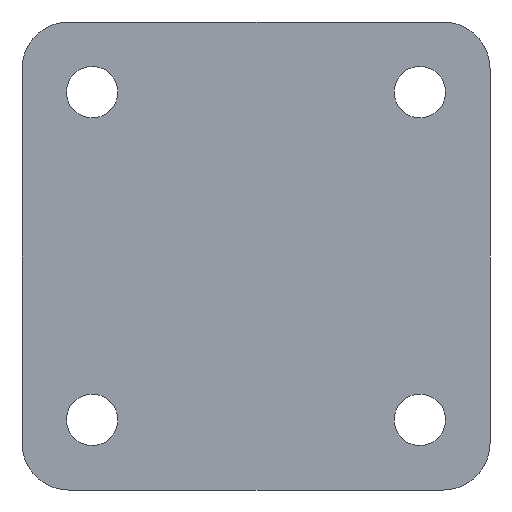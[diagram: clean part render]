
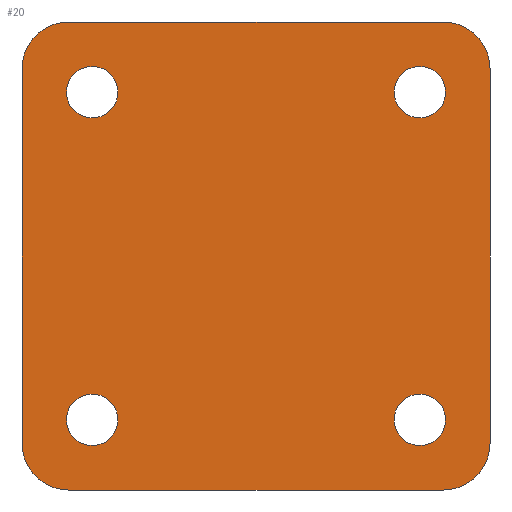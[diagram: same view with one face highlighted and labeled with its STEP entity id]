
A CAD part, front view. The second image highlights one B-rep face of the part: STEP entity #20.
In plain terms, the highlighted planar face has unit normal (0, -1, 0).
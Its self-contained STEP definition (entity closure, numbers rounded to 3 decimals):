
#20 = ADVANCED_FACE ( 'NONE', ( #1478, #1632, #702, #1235, #30 ), #278, .T. ) ;
#23 = CIRCLE ( 'NONE', #164, 5.5 ) ;
#30 = FACE_OUTER_BOUND ( 'NONE', #67, .T. ) ;
#45 = ORIENTED_EDGE ( 'NONE', *, *, #1473, .T. ) ;
#51 = AXIS2_PLACEMENT_3D ( 'NONE', #369, #768, #1302 ) ;
#67 = EDGE_LOOP ( 'NONE', ( #1217, #1621, #72, #1317, #1042, #141, #1005, #1032 ) ) ;
#68 = DIRECTION ( 'NONE',  ( 0., 0., 1. ) ) ;
#72 = ORIENTED_EDGE ( 'NONE', *, *, #828, .F. ) ;
#79 = AXIS2_PLACEMENT_3D ( 'NONE', #803, #896, #797 ) ;
#84 = DIRECTION ( 'NONE',  ( 0., 1., 0. ) ) ;
#87 = AXIS2_PLACEMENT_3D ( 'NONE', #1453, #255, #246 ) ;
#91 = DIRECTION ( 'NONE',  ( 0., 0., 1. ) ) ;
#141 = ORIENTED_EDGE ( 'NONE', *, *, #315, .T. ) ;
#148 = DIRECTION ( 'NONE',  ( 0., 0., -1. ) ) ;
#164 = AXIS2_PLACEMENT_3D ( 'NONE', #1291, #84, #1024 ) ;
#175 = VECTOR ( 'NONE', #596, 1000. ) ;
#194 = DIRECTION ( 'NONE',  ( 0., 1., 0. ) ) ;
#213 = ORIENTED_EDGE ( 'NONE', *, *, #1625, .T. ) ;
#217 = AXIS2_PLACEMENT_3D ( 'NONE', #501, #194, #68 ) ;
#218 = EDGE_CURVE ( 'NONE', #599, #996, #1123, .T. ) ;
#237 = VECTOR ( 'NONE', #495, 1000. ) ;
#241 = CARTESIAN_POINT ( 'NONE',  ( -35., 0., -29.5 ) ) ;
#246 = DIRECTION ( 'NONE',  ( 0., 0., 1. ) ) ;
#247 = DIRECTION ( 'NONE',  ( 0., 0., 1. ) ) ;
#255 = DIRECTION ( 'NONE',  ( 0., 1., 0. ) ) ;
#261 = VERTEX_POINT ( 'NONE', #824 ) ;
#263 = CARTESIAN_POINT ( 'NONE',  ( -40., 0., -50. ) ) ;
#278 = PLANE ( 'NONE',  #482 ) ;
#290 = CIRCLE ( 'NONE', #1102, 10. ) ;
#296 = AXIS2_PLACEMENT_3D ( 'NONE', #866, #1392, #1418 ) ;
#314 = EDGE_LOOP ( 'NONE', ( #619, #213 ) ) ;
#315 = EDGE_CURVE ( 'NONE', #595, #1192, #576, .T. ) ;
#324 = CARTESIAN_POINT ( 'NONE',  ( -40., 0., -40. ) ) ;
#345 = AXIS2_PLACEMENT_3D ( 'NONE', #324, #986, #1105 ) ;
#347 = EDGE_CURVE ( 'NONE', #558, #608, #290, .T. ) ;
#350 = DIRECTION ( 'NONE',  ( 0., 1., 0. ) ) ;
#355 = LINE ( 'NONE', #1699, #722 ) ;
#360 = VERTEX_POINT ( 'NONE', #444 ) ;
#369 = CARTESIAN_POINT ( 'NONE',  ( -35., 0., 35. ) ) ;
#400 = DIRECTION ( 'NONE',  ( 0., 1., 0. ) ) ;
#434 = VERTEX_POINT ( 'NONE', #732 ) ;
#439 = VERTEX_POINT ( 'NONE', #1287 ) ;
#444 = CARTESIAN_POINT ( 'NONE',  ( 35., 0., 29.5 ) ) ;
#477 = EDGE_CURVE ( 'NONE', #558, #996, #932, .T. ) ;
#480 = CARTESIAN_POINT ( 'NONE',  ( -50., 0., -50. ) ) ;
#482 = AXIS2_PLACEMENT_3D ( 'NONE', #810, #1617, #1344 ) ;
#492 = AXIS2_PLACEMENT_3D ( 'NONE', #1070, #350, #91 ) ;
#493 = ORIENTED_EDGE ( 'NONE', *, *, #933, .T. ) ;
#495 = DIRECTION ( 'NONE',  ( 0., 0., -1. ) ) ;
#501 = CARTESIAN_POINT ( 'NONE',  ( 35., 0., 35. ) ) ;
#526 = VERTEX_POINT ( 'NONE', #1158 ) ;
#545 = VERTEX_POINT ( 'NONE', #1552 ) ;
#548 = EDGE_CURVE ( 'NONE', #439, #261, #630, .T. ) ;
#558 = VERTEX_POINT ( 'NONE', #1438 ) ;
#572 = CARTESIAN_POINT ( 'NONE',  ( -50., 0., -40. ) ) ;
#576 = CIRCLE ( 'NONE', #345, 10. ) ;
#595 = VERTEX_POINT ( 'NONE', #572 ) ;
#596 = DIRECTION ( 'NONE',  ( -1., 0., 0. ) ) ;
#599 = VERTEX_POINT ( 'NONE', #1346 ) ;
#608 = VERTEX_POINT ( 'NONE', #982 ) ;
#619 = ORIENTED_EDGE ( 'NONE', *, *, #1405, .T. ) ;
#623 = CARTESIAN_POINT ( 'NONE',  ( 50., 0., 50. ) ) ;
#625 = CIRCLE ( 'NONE', #87, 5.5 ) ;
#630 = CIRCLE ( 'NONE', #492, 5.5 ) ;
#636 = CARTESIAN_POINT ( 'NONE',  ( -35., 0., -40.5 ) ) ;
#662 = ORIENTED_EDGE ( 'NONE', *, *, #1335, .T. ) ;
#668 = CARTESIAN_POINT ( 'NONE',  ( -50., 0., 40. ) ) ;
#680 = DIRECTION ( 'NONE',  ( 0., -1., 0. ) ) ;
#702 = FACE_BOUND ( 'NONE', #1262, .T. ) ;
#722 = VECTOR ( 'NONE', #1057, 1000. ) ;
#732 = CARTESIAN_POINT ( 'NONE',  ( 35., 0., 40.5 ) ) ;
#741 = CIRCLE ( 'NONE', #296, 10. ) ;
#743 = EDGE_CURVE ( 'NONE', #434, #360, #1419, .T. ) ;
#765 = CARTESIAN_POINT ( 'NONE',  ( 50., 0., -40. ) ) ;
#768 = DIRECTION ( 'NONE',  ( 0., 1., 0. ) ) ;
#797 = DIRECTION ( 'NONE',  ( 0., 0., 1. ) ) ;
#803 = CARTESIAN_POINT ( 'NONE',  ( -35., 0., -35. ) ) ;
#810 = CARTESIAN_POINT ( 'NONE',  ( 0., 0., 0. ) ) ;
#816 = EDGE_CURVE ( 'NONE', #599, #1192, #854, .T. ) ;
#824 = CARTESIAN_POINT ( 'NONE',  ( 35., 0., -29.5 ) ) ;
#828 = EDGE_CURVE ( 'NONE', #545, #608, #1394, .T. ) ;
#854 = LINE ( 'NONE', #480, #175 ) ;
#866 = CARTESIAN_POINT ( 'NONE',  ( -40., 0., 40. ) ) ;
#896 = DIRECTION ( 'NONE',  ( 0., 1., 0. ) ) ;
#932 = LINE ( 'NONE', #623, #237 ) ;
#933 = EDGE_CURVE ( 'NONE', #526, #1525, #625, .T. ) ;
#946 = CIRCLE ( 'NONE', #1680, 5.5 ) ;
#982 = CARTESIAN_POINT ( 'NONE',  ( 40., 0., 50. ) ) ;
#986 = DIRECTION ( 'NONE',  ( 0., -1., 0. ) ) ;
#989 = CARTESIAN_POINT ( 'NONE',  ( 35., 0., -35. ) ) ;
#996 = VERTEX_POINT ( 'NONE', #765 ) ;
#1001 = DIRECTION ( 'NONE',  ( 0., 0., -1. ) ) ;
#1002 = VERTEX_POINT ( 'NONE', #668 ) ;
#1005 = ORIENTED_EDGE ( 'NONE', *, *, #816, .F. ) ;
#1024 = DIRECTION ( 'NONE',  ( 0., 0., 1. ) ) ;
#1032 = ORIENTED_EDGE ( 'NONE', *, *, #218, .T. ) ;
#1042 = ORIENTED_EDGE ( 'NONE', *, *, #1565, .F. ) ;
#1057 = DIRECTION ( 'NONE',  ( 0., 0., 1. ) ) ;
#1070 = CARTESIAN_POINT ( 'NONE',  ( 35., 0., -35. ) ) ;
#1102 = AXIS2_PLACEMENT_3D ( 'NONE', #1112, #1672, #1001 ) ;
#1105 = DIRECTION ( 'NONE',  ( 0., 0., -1. ) ) ;
#1112 = CARTESIAN_POINT ( 'NONE',  ( 40., 0., 40. ) ) ;
#1116 = AXIS2_PLACEMENT_3D ( 'NONE', #989, #1270, #1675 ) ;
#1123 = CIRCLE ( 'NONE', #1718, 10. ) ;
#1141 = EDGE_CURVE ( 'NONE', #545, #1002, #741, .T. ) ;
#1158 = CARTESIAN_POINT ( 'NONE',  ( -35., 0., 29.5 ) ) ;
#1162 = CARTESIAN_POINT ( 'NONE',  ( -35., 0., 40.5 ) ) ;
#1164 = ORIENTED_EDGE ( 'NONE', *, *, #1172, .T. ) ;
#1172 = EDGE_CURVE ( 'NONE', #261, #439, #1342, .T. ) ;
#1192 = VERTEX_POINT ( 'NONE', #263 ) ;
#1193 = VERTEX_POINT ( 'NONE', #241 ) ;
#1197 = CARTESIAN_POINT ( 'NONE',  ( 35., 0., 35. ) ) ;
#1213 = VECTOR ( 'NONE', #1422, 1000. ) ;
#1217 = ORIENTED_EDGE ( 'NONE', *, *, #477, .F. ) ;
#1235 = FACE_BOUND ( 'NONE', #314, .T. ) ;
#1262 = EDGE_LOOP ( 'NONE', ( #1449, #662 ) ) ;
#1270 = DIRECTION ( 'NONE',  ( 0., 1., 0. ) ) ;
#1274 = ORIENTED_EDGE ( 'NONE', *, *, #548, .T. ) ;
#1287 = CARTESIAN_POINT ( 'NONE',  ( 35., 0., -40.5 ) ) ;
#1291 = CARTESIAN_POINT ( 'NONE',  ( -35., 0., -35. ) ) ;
#1302 = DIRECTION ( 'NONE',  ( 0., 0., 1. ) ) ;
#1317 = ORIENTED_EDGE ( 'NONE', *, *, #1141, .T. ) ;
#1335 = EDGE_CURVE ( 'NONE', #360, #434, #946, .T. ) ;
#1342 = CIRCLE ( 'NONE', #1116, 5.5 ) ;
#1344 = DIRECTION ( 'NONE',  ( 0., 0., -1. ) ) ;
#1345 = CIRCLE ( 'NONE', #79, 5.5 ) ;
#1346 = CARTESIAN_POINT ( 'NONE',  ( 40., 0., -50. ) ) ;
#1388 = CARTESIAN_POINT ( 'NONE',  ( -50., 0., 50. ) ) ;
#1392 = DIRECTION ( 'NONE',  ( 0., -1., 0. ) ) ;
#1394 = LINE ( 'NONE', #1388, #1213 ) ;
#1405 = EDGE_CURVE ( 'NONE', #1193, #1502, #1345, .T. ) ;
#1418 = DIRECTION ( 'NONE',  ( 0., 0., -1. ) ) ;
#1419 = CIRCLE ( 'NONE', #217, 5.5 ) ;
#1422 = DIRECTION ( 'NONE',  ( 1., 0., 0. ) ) ;
#1438 = CARTESIAN_POINT ( 'NONE',  ( 50., 0., 40. ) ) ;
#1449 = ORIENTED_EDGE ( 'NONE', *, *, #743, .T. ) ;
#1453 = CARTESIAN_POINT ( 'NONE',  ( -35., 0., 35. ) ) ;
#1473 = EDGE_CURVE ( 'NONE', #1525, #526, #1485, .T. ) ;
#1477 = CARTESIAN_POINT ( 'NONE',  ( 40., 0., -40. ) ) ;
#1478 = FACE_BOUND ( 'NONE', #1560, .T. ) ;
#1485 = CIRCLE ( 'NONE', #51, 5.5 ) ;
#1502 = VERTEX_POINT ( 'NONE', #636 ) ;
#1525 = VERTEX_POINT ( 'NONE', #1162 ) ;
#1552 = CARTESIAN_POINT ( 'NONE',  ( -40., 0., 50. ) ) ;
#1560 = EDGE_LOOP ( 'NONE', ( #45, #493 ) ) ;
#1565 = EDGE_CURVE ( 'NONE', #595, #1002, #355, .T. ) ;
#1617 = DIRECTION ( 'NONE',  ( 0., -1., 0. ) ) ;
#1621 = ORIENTED_EDGE ( 'NONE', *, *, #347, .T. ) ;
#1625 = EDGE_CURVE ( 'NONE', #1502, #1193, #23, .T. ) ;
#1632 = FACE_BOUND ( 'NONE', #1693, .T. ) ;
#1672 = DIRECTION ( 'NONE',  ( 0., -1., 0. ) ) ;
#1675 = DIRECTION ( 'NONE',  ( 0., 0., 1. ) ) ;
#1680 = AXIS2_PLACEMENT_3D ( 'NONE', #1197, #400, #247 ) ;
#1693 = EDGE_LOOP ( 'NONE', ( #1164, #1274 ) ) ;
#1699 = CARTESIAN_POINT ( 'NONE',  ( -50., 0., 50. ) ) ;
#1718 = AXIS2_PLACEMENT_3D ( 'NONE', #1477, #680, #148 ) ;
